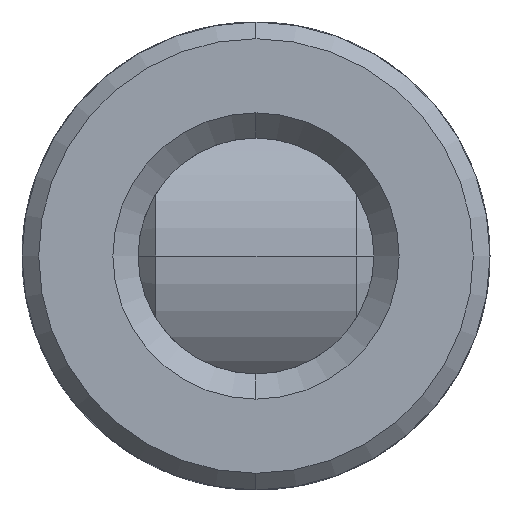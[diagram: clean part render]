
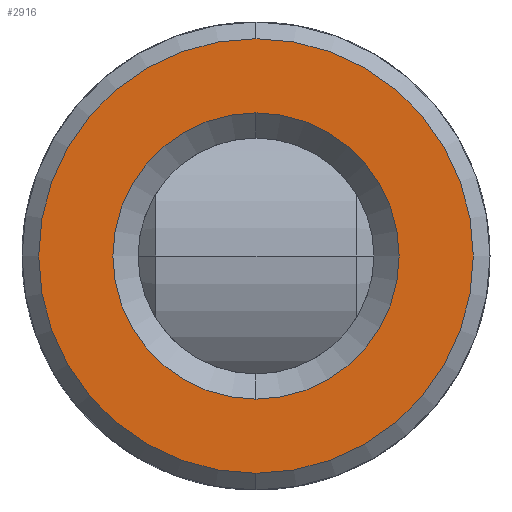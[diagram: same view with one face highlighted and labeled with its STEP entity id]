
A CAD part, left-side view. The second image highlights one B-rep face of the part: STEP entity #2916.
In plain terms, the highlighted planar face has unit normal (-1, 0, 0).
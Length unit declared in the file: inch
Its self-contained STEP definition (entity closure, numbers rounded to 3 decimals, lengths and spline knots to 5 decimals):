
#36 = EDGE_LOOP ( 'NONE', ( #4379, #3474 ) ) ;
#173 = CIRCLE ( 'NONE', #786, 0.404 ) ;
#408 = EDGE_CURVE ( 'NONE', #3676, #2466, #3180, .T. ) ;
#558 = VERTEX_POINT ( 'NONE', #3980 ) ;
#637 = CIRCLE ( 'NONE', #4831, 0.404 ) ;
#699 = EDGE_CURVE ( 'NONE', #2726, #558, #637, .T. ) ;
#786 = AXIS2_PLACEMENT_3D ( 'NONE', #3892, #882, #4401 ) ;
#882 = DIRECTION ( 'NONE',  ( -1., 0., 0. ) ) ;
#1053 = AXIS2_PLACEMENT_3D ( 'NONE', #4804, #4779, #4774 ) ;
#1233 = CARTESIAN_POINT ( 'NONE',  ( -1.5, 0., -0.26613 ) ) ;
#1288 = ORIENTED_EDGE ( 'NONE', *, *, #6510, .T. ) ;
#1544 = CARTESIAN_POINT ( 'NONE',  ( -1.5, 0., 0. ) ) ;
#1644 = CARTESIAN_POINT ( 'NONE',  ( -1.5, 0., 0.404 ) ) ;
#1674 = ORIENTED_EDGE ( 'NONE', *, *, #699, .T. ) ;
#2466 = VERTEX_POINT ( 'NONE', #5806 ) ;
#2660 = DIRECTION ( 'NONE',  ( 0., 0., -1. ) ) ;
#2665 = DIRECTION ( 'NONE',  ( -1., 0., 0. ) ) ;
#2674 = CARTESIAN_POINT ( 'NONE',  ( -1.5, 0., 0. ) ) ;
#2726 = VERTEX_POINT ( 'NONE', #1644 ) ;
#2916 = ADVANCED_FACE ( 'NONE', ( #5864, #6192 ), #6363, .F. ) ;
#3048 = EDGE_LOOP ( 'NONE', ( #1288, #1674 ) ) ;
#3180 = CIRCLE ( 'NONE', #6296, 0.26613 ) ;
#3186 = EDGE_CURVE ( 'NONE', #2466, #3676, #4798, .T. ) ;
#3474 = ORIENTED_EDGE ( 'NONE', *, *, #408, .T. ) ;
#3523 = AXIS2_PLACEMENT_3D ( 'NONE', #1544, #6328, #6323 ) ;
#3676 = VERTEX_POINT ( 'NONE', #1233 ) ;
#3892 = CARTESIAN_POINT ( 'NONE',  ( -1.5, 0., 0. ) ) ;
#3980 = CARTESIAN_POINT ( 'NONE',  ( -1.5, 0., -0.404 ) ) ;
#4379 = ORIENTED_EDGE ( 'NONE', *, *, #3186, .T. ) ;
#4401 = DIRECTION ( 'NONE',  ( 0., 0., -1. ) ) ;
#4764 = DIRECTION ( 'NONE',  ( 0., 0., -1. ) ) ;
#4774 = DIRECTION ( 'NONE',  ( 0., 0., -1. ) ) ;
#4777 = DIRECTION ( 'NONE',  ( 1., 0., 0. ) ) ;
#4779 = DIRECTION ( 'NONE',  ( 1., 0., 0. ) ) ;
#4784 = CARTESIAN_POINT ( 'NONE',  ( -1.5, 0., 0. ) ) ;
#4798 = CIRCLE ( 'NONE', #1053, 0.26613 ) ;
#4804 = CARTESIAN_POINT ( 'NONE',  ( -1.5, 0., 0. ) ) ;
#4831 = AXIS2_PLACEMENT_3D ( 'NONE', #2674, #2665, #2660 ) ;
#5806 = CARTESIAN_POINT ( 'NONE',  ( -1.5, 0., 0.26613 ) ) ;
#5864 = FACE_BOUND ( 'NONE', #36, .T. ) ;
#6192 = FACE_OUTER_BOUND ( 'NONE', #3048, .T. ) ;
#6296 = AXIS2_PLACEMENT_3D ( 'NONE', #4784, #4777, #4764 ) ;
#6323 = DIRECTION ( 'NONE',  ( 0., 0., -1. ) ) ;
#6328 = DIRECTION ( 'NONE',  ( 1., 0., 0. ) ) ;
#6363 = PLANE ( 'NONE',  #3523 ) ;
#6510 = EDGE_CURVE ( 'NONE', #558, #2726, #173, .T. ) ;
